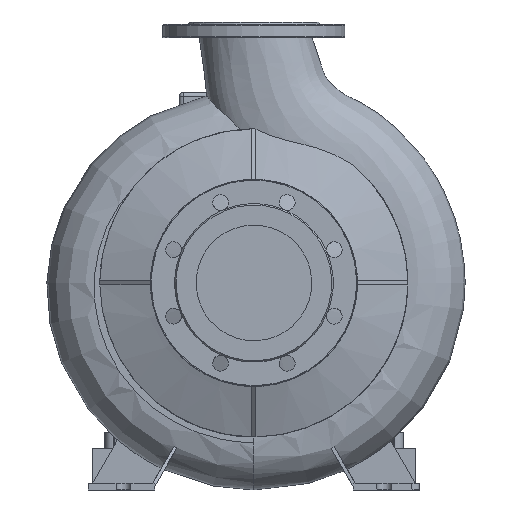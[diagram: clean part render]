
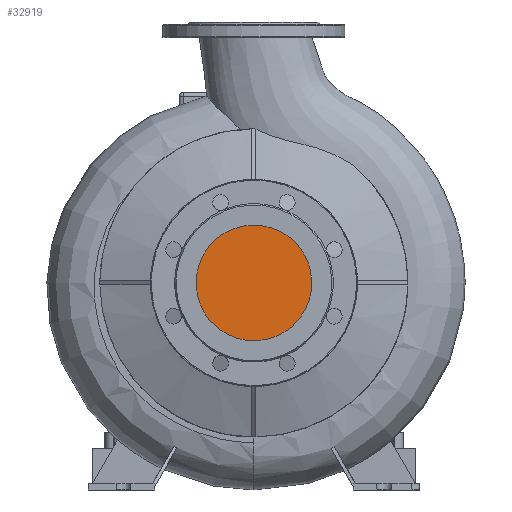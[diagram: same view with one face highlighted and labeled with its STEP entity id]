
A CAD part, left-side view. The second image highlights one B-rep face of the part: STEP entity #32919.
In plain terms, the highlighted planar face has unit normal (-1, 0, 0).
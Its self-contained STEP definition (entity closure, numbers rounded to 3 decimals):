
#21133=CARTESIAN_POINT('',(-130.,79.85,250.0));
#21134=VERTEX_POINT('',#21133);
#21218=CARTESIAN_POINT('',(-130.0,-79.85,250.0));
#21219=VERTEX_POINT('',#21218);
#21226=CARTESIAN_POINT('',(-130.0,0.,250.0));
#21227=DIRECTION('',(1.0,0.0,0.0));
#21228=DIRECTION('',(0.0,1.0,0.0));
#21229=AXIS2_PLACEMENT_3D('',#21226,#21227,#21228);
#21230=CIRCLE('',#21229,79.85);
#21231=EDGE_CURVE('',#21219,#21134,#21230,.T.);
#21839=CARTESIAN_POINT('',(-130.0,0.,250.0));
#21840=DIRECTION('',(1.0,0.0,0.0));
#21841=DIRECTION('',(0.0,1.0,0.0));
#21842=AXIS2_PLACEMENT_3D('',#21839,#21840,#21841);
#21843=CIRCLE('',#21842,79.85);
#21844=EDGE_CURVE('',#21134,#21219,#21843,.T.);
#32910=CARTESIAN_POINT('',(-130.0,39.925,250.0));
#32911=DIRECTION('',(-1.0,0.0,0.0));
#32912=DIRECTION('',(0.0,0.0,1.0));
#32913=AXIS2_PLACEMENT_3D('',#32910,#32911,#32912);
#32914=PLANE('',#32913);
#32915=ORIENTED_EDGE('',*,*,#21844,.F.);
#32916=ORIENTED_EDGE('',*,*,#21231,.F.);
#32917=EDGE_LOOP('',(#32915,#32916));
#32918=FACE_OUTER_BOUND('',#32917,.T.);
#32919=ADVANCED_FACE('',(#32918),#32914,.T.);
